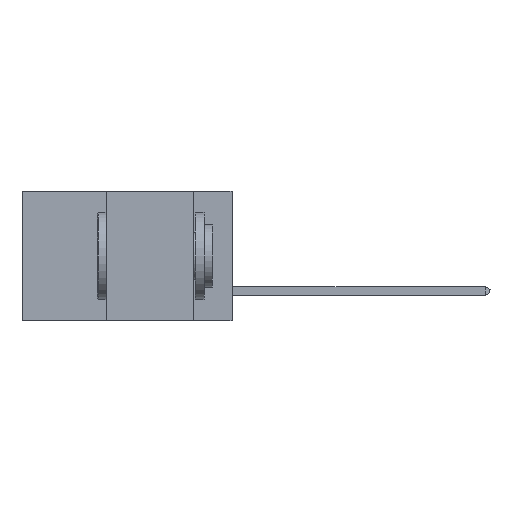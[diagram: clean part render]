
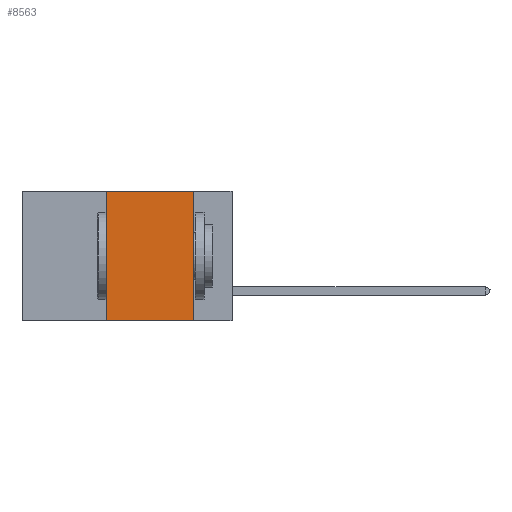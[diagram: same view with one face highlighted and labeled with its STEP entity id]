
A CAD part, left-side view. The second image highlights one B-rep face of the part: STEP entity #8563.
In plain terms, the highlighted planar face has unit normal (-1, 0, 0).
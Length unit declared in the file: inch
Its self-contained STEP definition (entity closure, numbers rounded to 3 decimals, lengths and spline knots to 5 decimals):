
#491 = CARTESIAN_POINT ( 'NONE',  ( 0., 0.11, -0.37 ) ) ;
#1128 = ORIENTED_EDGE ( 'NONE', *, *, #4266, .F. ) ;
#1490 = DIRECTION ( 'NONE',  ( 1., 0., 0. ) ) ;
#1795 = VECTOR ( 'NONE', #18910, 39.37008 ) ;
#2014 = EDGE_CURVE ( 'NONE', #18856, #3336, #13494, .T. ) ;
#2369 = VECTOR ( 'NONE', #4622, 39.37008 ) ;
#3336 = VERTEX_POINT ( 'NONE', #491 ) ;
#4266 = EDGE_CURVE ( 'NONE', #6934, #10507, #8648, .T. ) ;
#4479 = DIRECTION ( 'NONE',  ( 0., 0., -1. ) ) ;
#4622 = DIRECTION ( 'NONE',  ( 0., -1., 0. ) ) ;
#4731 = ORIENTED_EDGE ( 'NONE', *, *, #17865, .F. ) ;
#4753 = VECTOR ( 'NONE', #5429, 39.37008 ) ;
#5429 = DIRECTION ( 'NONE',  ( 0., -1., 0. ) ) ;
#6934 = VERTEX_POINT ( 'NONE', #10377 ) ;
#8008 = EDGE_CURVE ( 'NONE', #18856, #6934, #15024, .T. ) ;
#8262 = CARTESIAN_POINT ( 'NONE',  ( 0., 0.6, 0. ) ) ;
#8563 = ADVANCED_FACE ( 'NONE', ( #14992 ), #19171, .F. ) ;
#8648 = LINE ( 'NONE', #8262, #4753 ) ;
#9534 = CARTESIAN_POINT ( 'NONE',  ( 0., 0.36, -0.37 ) ) ;
#9888 = EDGE_LOOP ( 'NONE', ( #4731, #1128, #16359, #15214 ) ) ;
#10377 = CARTESIAN_POINT ( 'NONE',  ( 0., 0.36, 0. ) ) ;
#10415 = CARTESIAN_POINT ( 'NONE',  ( 0., 0.6, 0. ) ) ;
#10507 = VERTEX_POINT ( 'NONE', #11773 ) ;
#10808 = CARTESIAN_POINT ( 'NONE',  ( 0., 0.11, 0. ) ) ;
#11773 = CARTESIAN_POINT ( 'NONE',  ( 0., 0.11, 0. ) ) ;
#12073 = LINE ( 'NONE', #10808, #16772 ) ;
#12276 = DIRECTION ( 'NONE',  ( 0., 0., -1. ) ) ;
#13494 = LINE ( 'NONE', #15439, #2369 ) ;
#14263 = CARTESIAN_POINT ( 'NONE',  ( 0., 0.36, 0. ) ) ;
#14992 = FACE_OUTER_BOUND ( 'NONE', #9888, .T. ) ;
#15024 = LINE ( 'NONE', #14263, #1795 ) ;
#15214 = ORIENTED_EDGE ( 'NONE', *, *, #2014, .T. ) ;
#15439 = CARTESIAN_POINT ( 'NONE',  ( 0., 0.6, -0.37 ) ) ;
#16261 = AXIS2_PLACEMENT_3D ( 'NONE', #10415, #1490, #4479 ) ;
#16359 = ORIENTED_EDGE ( 'NONE', *, *, #8008, .F. ) ;
#16772 = VECTOR ( 'NONE', #12276, 39.37008 ) ;
#17865 = EDGE_CURVE ( 'NONE', #10507, #3336, #12073, .T. ) ;
#18856 = VERTEX_POINT ( 'NONE', #9534 ) ;
#18910 = DIRECTION ( 'NONE',  ( 0., 0., 1. ) ) ;
#19171 = PLANE ( 'NONE',  #16261 ) ;
